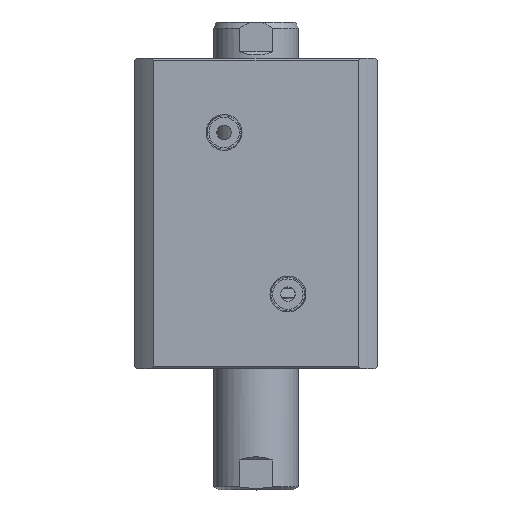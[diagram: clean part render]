
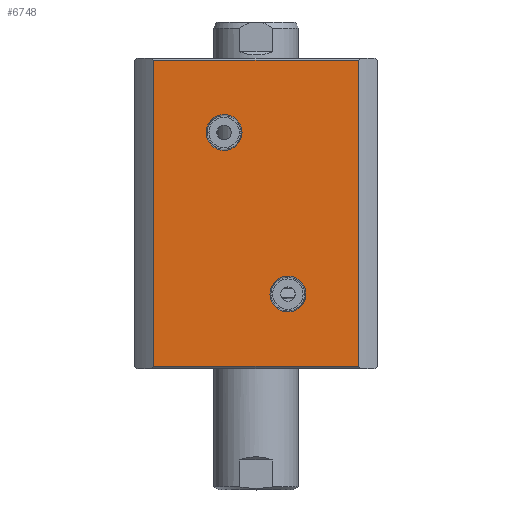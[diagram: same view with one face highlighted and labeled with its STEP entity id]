
A CAD part, top view. The second image highlights one B-rep face of the part: STEP entity #6748.
In plain terms, the highlighted face is planar.
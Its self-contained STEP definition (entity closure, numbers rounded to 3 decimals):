
#116 = AXIS2_PLACEMENT_3D ( 'NONE', #12726, #6563, #431 ) ;
#203 = AXIS2_PLACEMENT_3D ( 'NONE', #3676, #657, #7836 ) ;
#431 = DIRECTION ( 'NONE',  ( 0., 0., 1. ) ) ;
#646 = CARTESIAN_POINT ( 'NONE',  ( -15., 57., 43.428 ) ) ;
#657 = DIRECTION ( 'NONE',  ( 0., -1., 0. ) ) ;
#684 = AXIS2_PLACEMENT_3D ( 'NONE', #11942, #5749, #12935 ) ;
#751 = LINE ( 'NONE', #13184, #2810 ) ;
#1308 = VECTOR ( 'NONE', #1523, 1000. ) ;
#1498 = ORIENTED_EDGE ( 'NONE', *, *, #2968, .T. ) ;
#1523 = DIRECTION ( 'NONE',  ( 1., 0., 0. ) ) ;
#1543 = FACE_OUTER_BOUND ( 'NONE', #2660, .T. ) ;
#1754 = EDGE_CURVE ( 'NONE', #10489, #6923, #8584, .T. ) ;
#1990 = CARTESIAN_POINT ( 'NONE',  ( 15., 57., 102.572 ) ) ;
#2106 = EDGE_CURVE ( 'NONE', #4245, #3082, #5972, .T. ) ;
#2640 = CARTESIAN_POINT ( 'NONE',  ( -47.971, 57., 300. ) ) ;
#2660 = EDGE_LOOP ( 'NONE', ( #12766, #1498, #5984, #5016 ) ) ;
#2810 = VECTOR ( 'NONE', #11154, 1000. ) ;
#2968 = EDGE_CURVE ( 'NONE', #7450, #12547, #9511, .T. ) ;
#3082 = VERTEX_POINT ( 'NONE', #12026 ) ;
#3386 = DIRECTION ( 'NONE',  ( 0., 1., 0. ) ) ;
#3490 = EDGE_CURVE ( 'NONE', #7450, #3603, #8686, .T. ) ;
#3603 = VERTEX_POINT ( 'NONE', #12081 ) ;
#3676 = CARTESIAN_POINT ( 'NONE',  ( -57., 57., 146. ) ) ;
#3711 = CARTESIAN_POINT ( 'NONE',  ( -57., 57., 1. ) ) ;
#3823 = CIRCLE ( 'NONE', #116, 8.428 ) ;
#3986 = EDGE_CURVE ( 'NONE', #3082, #4245, #3823, .T. ) ;
#4039 = ORIENTED_EDGE ( 'NONE', *, *, #11952, .F. ) ;
#4245 = VERTEX_POINT ( 'NONE', #1990 ) ;
#4559 = EDGE_LOOP ( 'NONE', ( #9876, #4039 ) ) ;
#5016 = ORIENTED_EDGE ( 'NONE', *, *, #6760, .T. ) ;
#5749 = DIRECTION ( 'NONE',  ( 0., 1., 0. ) ) ;
#5827 = ORIENTED_EDGE ( 'NONE', *, *, #2106, .F. ) ;
#5972 = CIRCLE ( 'NONE', #684, 8.428 ) ;
#5984 = ORIENTED_EDGE ( 'NONE', *, *, #6584, .F. ) ;
#6018 = EDGE_LOOP ( 'NONE', ( #6158, #5827 ) ) ;
#6110 = CARTESIAN_POINT ( 'NONE',  ( -15., 57., 35. ) ) ;
#6148 = CARTESIAN_POINT ( 'NONE',  ( 47.971, 57., 145. ) ) ;
#6158 = ORIENTED_EDGE ( 'NONE', *, *, #3986, .F. ) ;
#6563 = DIRECTION ( 'NONE',  ( 0., 1., 0. ) ) ;
#6584 = EDGE_CURVE ( 'NONE', #7526, #12547, #751, .T. ) ;
#6684 = FACE_BOUND ( 'NONE', #4559, .T. ) ;
#6748 = ADVANCED_FACE ( 'NONE', ( #6684, #7001, #1543 ), #12955, .F. ) ;
#6760 = EDGE_CURVE ( 'NONE', #7526, #3603, #9439, .T. ) ;
#6923 = VERTEX_POINT ( 'NONE', #10165 ) ;
#7001 = FACE_BOUND ( 'NONE', #6018, .T. ) ;
#7148 = DIRECTION ( 'NONE',  ( 0., 0., 1. ) ) ;
#7450 = VERTEX_POINT ( 'NONE', #12274 ) ;
#7526 = VERTEX_POINT ( 'NONE', #9290 ) ;
#7836 = DIRECTION ( 'NONE',  ( 0., 0., -1. ) ) ;
#8413 = CIRCLE ( 'NONE', #10786, 8.428 ) ;
#8584 = CIRCLE ( 'NONE', #10143, 8.428 ) ;
#8686 = LINE ( 'NONE', #2640, #11099 ) ;
#8713 = CARTESIAN_POINT ( 'NONE',  ( 57., 57., 145. ) ) ;
#8868 = DIRECTION ( 'NONE',  ( -1., 0., 0. ) ) ;
#9107 = VECTOR ( 'NONE', #8868, 1000. ) ;
#9290 = CARTESIAN_POINT ( 'NONE',  ( 47.971, 57., 1. ) ) ;
#9439 = LINE ( 'NONE', #3711, #9107 ) ;
#9511 = LINE ( 'NONE', #8713, #1308 ) ;
#9586 = CARTESIAN_POINT ( 'NONE',  ( -15., 57., 35. ) ) ;
#9876 = ORIENTED_EDGE ( 'NONE', *, *, #1754, .F. ) ;
#10143 = AXIS2_PLACEMENT_3D ( 'NONE', #6110, #13296, #7148 ) ;
#10165 = CARTESIAN_POINT ( 'NONE',  ( -15., 57., 26.572 ) ) ;
#10489 = VERTEX_POINT ( 'NONE', #646 ) ;
#10619 = DIRECTION ( 'NONE',  ( 0., 0., 1. ) ) ;
#10786 = AXIS2_PLACEMENT_3D ( 'NONE', #9586, #3386, #10619 ) ;
#11099 = VECTOR ( 'NONE', #11873, 1000. ) ;
#11154 = DIRECTION ( 'NONE',  ( 0., 0., 1. ) ) ;
#11873 = DIRECTION ( 'NONE',  ( 0., 0., -1. ) ) ;
#11942 = CARTESIAN_POINT ( 'NONE',  ( 15., 57., 111. ) ) ;
#11952 = EDGE_CURVE ( 'NONE', #6923, #10489, #8413, .T. ) ;
#12026 = CARTESIAN_POINT ( 'NONE',  ( 15., 57., 119.428 ) ) ;
#12081 = CARTESIAN_POINT ( 'NONE',  ( -47.971, 57., 1. ) ) ;
#12274 = CARTESIAN_POINT ( 'NONE',  ( -47.971, 57., 145. ) ) ;
#12547 = VERTEX_POINT ( 'NONE', #6148 ) ;
#12726 = CARTESIAN_POINT ( 'NONE',  ( 15., 57., 111. ) ) ;
#12766 = ORIENTED_EDGE ( 'NONE', *, *, #3490, .F. ) ;
#12935 = DIRECTION ( 'NONE',  ( 0., 0., 1. ) ) ;
#12955 = PLANE ( 'NONE',  #203 ) ;
#13184 = CARTESIAN_POINT ( 'NONE',  ( 47.971, 57., 300. ) ) ;
#13296 = DIRECTION ( 'NONE',  ( 0., 1., 0. ) ) ;
